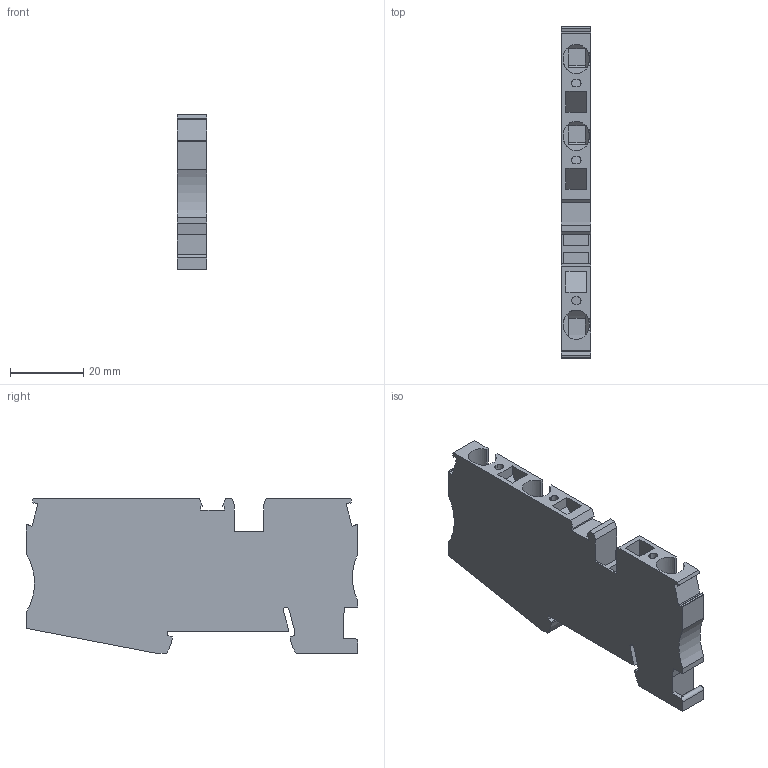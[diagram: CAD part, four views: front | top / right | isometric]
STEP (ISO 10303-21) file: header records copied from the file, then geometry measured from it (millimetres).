
FILE_DESCRIPTION(('Creo Elements/Direct Modeling STEP Export'),'2;1');
FILE_NAME('model.stp','2020-08-13T 0:11:02',(''),(''),'Creo Elements/Direct Modeling STEP processor for AP214 (Solid Model)','Creo Elements/Direct Modeling 20.1A 29-Sep-2018 (C) Parametric Technology GmbH','');
FILE_SCHEMA(('AUTOMOTIVE_DESIGN { 1 0 10303 214 1 1 1 1 }'));
Length unit declared in the file: millimetre
Products named in the file (2): ST_6_TWIN-select
Assembly tree (1 placements, depth 2):
  ST_6_TWIN-select
    ST_6_TWIN-select
Bounding box: 8.15 x 90.5 x 42.2 mm (x, y, z)
Volume: 23527.7 mm3; surface area: 11604.7 mm2
Topology: 1 solids, 1 shells, 162 faces, 462 edges, 308 vertices
Faces by surface type: plane 137, cylinder 25
Entity records: 6967 total; most frequent: CARTESIAN_POINT 1366, ORIENTED_EDGE 924, DIRECTION 836, EDGE_CURVE 462, VECTOR 386, LINE 386, VERTEX_POINT 308, AXIS2_PLACEMENT_3D 225
